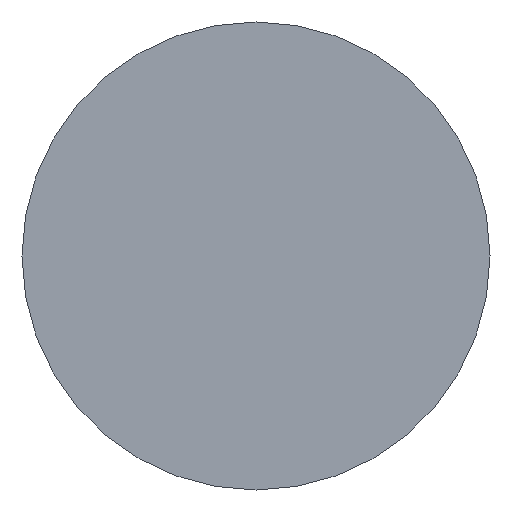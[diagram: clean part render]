
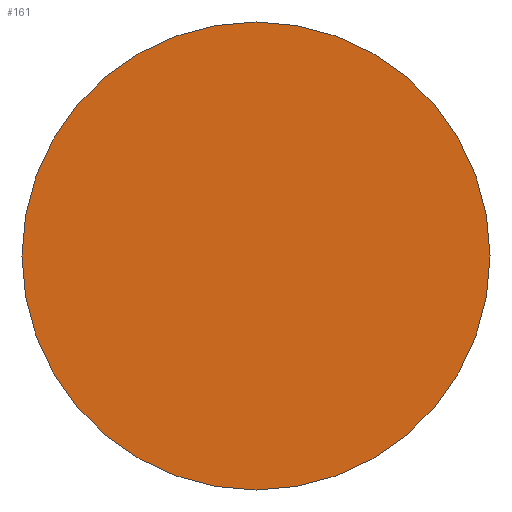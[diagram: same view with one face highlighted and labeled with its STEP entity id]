
A CAD part, front view. The second image highlights one B-rep face of the part: STEP entity #161.
In plain terms, the highlighted planar face has unit normal (0, -1, 0).
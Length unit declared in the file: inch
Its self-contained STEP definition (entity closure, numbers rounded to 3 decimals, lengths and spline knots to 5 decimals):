
#2 = DIRECTION ( 'NONE',  ( 0., 0., 1. ) ) ;
#4 = DIRECTION ( 'NONE',  ( 0., 0., 1. ) ) ;
#5 = DIRECTION ( 'NONE',  ( 0., 0., 1. ) ) ;
#12 = FACE_OUTER_BOUND ( 'NONE', #93, .T. ) ;
#17 = CARTESIAN_POINT ( 'NONE',  ( 0., 0., 0. ) ) ;
#26 = CARTESIAN_POINT ( 'NONE',  ( 0., 0., 0.09375 ) ) ;
#60 = VERTEX_POINT ( 'NONE', #118 ) ;
#67 = DIRECTION ( 'NONE',  ( 0., 1., 0. ) ) ;
#69 = DIRECTION ( 'NONE',  ( 0., 1., 0. ) ) ;
#81 = VERTEX_POINT ( 'NONE', #26 ) ;
#84 = PLANE ( 'NONE',  #169 ) ;
#85 = ORIENTED_EDGE ( 'NONE', *, *, #157, .F. ) ;
#89 = ORIENTED_EDGE ( 'NONE', *, *, #143, .F. ) ;
#93 = EDGE_LOOP ( 'NONE', ( #89, #85 ) ) ;
#104 = CIRCLE ( 'NONE', #141, 0.09375 ) ;
#115 = CIRCLE ( 'NONE', #135, 0.09375 ) ;
#118 = CARTESIAN_POINT ( 'NONE',  ( 0., 0., -0.09375 ) ) ;
#126 = CARTESIAN_POINT ( 'NONE',  ( 0., 0., 0. ) ) ;
#135 = AXIS2_PLACEMENT_3D ( 'NONE', #126, #173, #5 ) ;
#141 = AXIS2_PLACEMENT_3D ( 'NONE', #168, #67, #2 ) ;
#143 = EDGE_CURVE ( 'NONE', #60, #81, #104, .T. ) ;
#157 = EDGE_CURVE ( 'NONE', #81, #60, #115, .T. ) ;
#161 = ADVANCED_FACE ( 'NONE', ( #12 ), #84, .F. ) ;
#168 = CARTESIAN_POINT ( 'NONE',  ( 0., 0., 0. ) ) ;
#169 = AXIS2_PLACEMENT_3D ( 'NONE', #17, #69, #4 ) ;
#173 = DIRECTION ( 'NONE',  ( 0., 1., 0. ) ) ;
